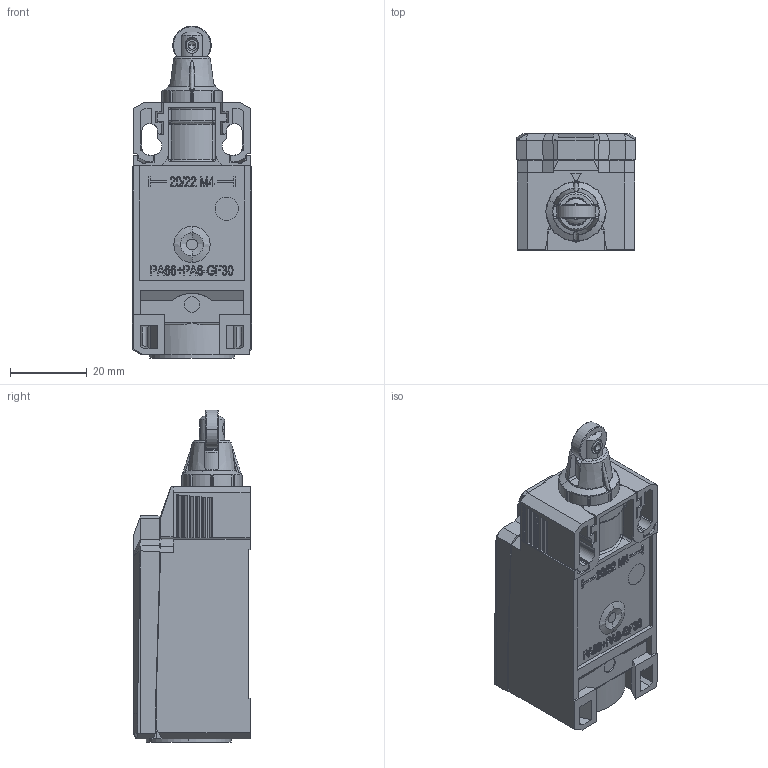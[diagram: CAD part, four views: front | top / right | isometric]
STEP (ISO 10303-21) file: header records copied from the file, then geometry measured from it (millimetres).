
FILE_DESCRIPTION((''),'2;1');
FILE_NAME('6083000214','2016-08-08T',('Yvonne.Storm'),(''),'PRO/ENGINEER BY PARAMETRIC TECHNOLOGY CORPORATION, 2012360','PRO/ENGINEER BY PARAMETRIC TECHNOLOGY CORPORATION, 2012360','');
FILE_SCHEMA(('AUTOMOTIVE_DESIGN { 1 0 10303 214 1 1 1 1 }'));
Products named in the file (1): 6083000214
Bounding box: 31 x 30.3 x 86.24 mm (x, y, z)
Volume: 23803.1 mm3; surface area: 25547.8 mm2
Topology: 2 solids, 2 shells, 1842 faces, 5189 edges, 3353 vertices
Faces by surface type: plane 1023, cylinder 347, extrusion 253, cone 93, torus 67, bspline 37, sphere 22
Entity records: 103565 total; most frequent: CARTESIAN_POINT 19585, ORIENTED_EDGE 10366, DIRECTION 8369, PRESENTATION_STYLE_ASSIGNMENT 7280, STYLED_ITEM 5438, CURVE_STYLE 5436, EDGE_CURVE 5183, VECTOR 3511
